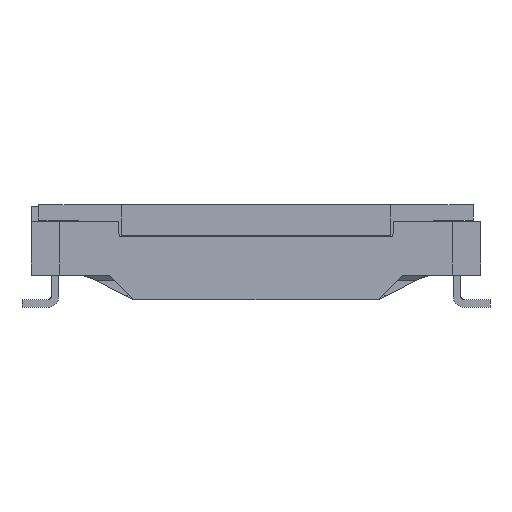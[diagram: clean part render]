
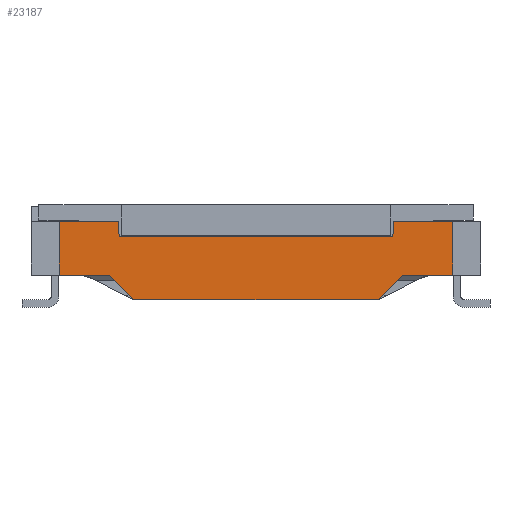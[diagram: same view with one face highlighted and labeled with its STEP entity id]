
A CAD part, front view. The second image highlights one B-rep face of the part: STEP entity #23187.
In plain terms, the highlighted face is planar.
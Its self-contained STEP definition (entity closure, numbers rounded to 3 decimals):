
#1533=LINE('',#34389,#3048);
#1538=LINE('',#34401,#3053);
#1540=LINE('',#34405,#3055);
#1543=LINE('',#34411,#3058);
#1675=LINE('',#35023,#3190);
#1704=LINE('',#35080,#3219);
#1844=LINE('',#35737,#3359);
#1846=LINE('',#35741,#3361);
#1847=LINE('',#35743,#3362);
#1848=LINE('',#35744,#3363);
#1849=LINE('',#35746,#3364);
#1850=LINE('',#35748,#3365);
#3048=VECTOR('',#27233,1000.);
#3053=VECTOR('',#27240,1000.);
#3055=VECTOR('',#27244,1000.);
#3058=VECTOR('',#27249,1000.);
#3190=VECTOR('',#27679,1000.);
#3219=VECTOR('',#27712,1000.);
#3359=VECTOR('',#28160,1000.);
#3361=VECTOR('',#28164,1000.);
#3362=VECTOR('',#28165,1000.);
#3363=VECTOR('',#28166,1000.);
#3364=VECTOR('',#28167,1000.);
#3365=VECTOR('',#28168,1000.);
#7873=ORIENTED_EDGE('',*,*,#10951,.F.);
#7874=ORIENTED_EDGE('',*,*,#10952,.T.);
#7875=ORIENTED_EDGE('',*,*,#10687,.F.);
#7876=ORIENTED_EDGE('',*,*,#10466,.F.);
#7877=ORIENTED_EDGE('',*,*,#10716,.F.);
#7878=ORIENTED_EDGE('',*,*,#10463,.F.);
#7879=ORIENTED_EDGE('',*,*,#10953,.F.);
#7880=ORIENTED_EDGE('',*,*,#10954,.F.);
#7881=ORIENTED_EDGE('',*,*,#10955,.F.);
#7882=ORIENTED_EDGE('',*,*,#10461,.F.);
#7883=ORIENTED_EDGE('',*,*,#10455,.F.);
#7884=ORIENTED_EDGE('',*,*,#10949,.F.);
#10455=EDGE_CURVE('',#12422,#12423,#1533,.T.);
#10461=EDGE_CURVE('',#12423,#12425,#1538,.T.);
#10463=EDGE_CURVE('',#12426,#12427,#1540,.T.);
#10466=EDGE_CURVE('',#12428,#12429,#1543,.T.);
#10687=EDGE_CURVE('',#12429,#12539,#1675,.T.);
#10716=EDGE_CURVE('',#12427,#12428,#1704,.T.);
#10949=EDGE_CURVE('',#12680,#12422,#1844,.T.);
#10951=EDGE_CURVE('',#12681,#12680,#1846,.T.);
#10952=EDGE_CURVE('',#12681,#12539,#1847,.T.);
#10953=EDGE_CURVE('',#12682,#12426,#1848,.T.);
#10954=EDGE_CURVE('',#12683,#12682,#1849,.T.);
#10955=EDGE_CURVE('',#12425,#12683,#1850,.T.);
#12422=VERTEX_POINT('',#34388);
#12423=VERTEX_POINT('',#34390);
#12425=VERTEX_POINT('',#34402);
#12426=VERTEX_POINT('',#34406);
#12427=VERTEX_POINT('',#34407);
#12428=VERTEX_POINT('',#34412);
#12429=VERTEX_POINT('',#34413);
#12539=VERTEX_POINT('',#35024);
#12680=VERTEX_POINT('',#35738);
#12681=VERTEX_POINT('',#35742);
#12682=VERTEX_POINT('',#35745);
#12683=VERTEX_POINT('',#35747);
#14213=EDGE_LOOP('',(#7873,#7874,#7875,#7876,#7877,#7878,#7879,#7880,#7881,
#7882,#7883,#7884));
#15199=FACE_BOUND('',#14213,.T.);
#15779=PLANE('',#24484);
#23187=ADVANCED_FACE('',(#15199),#15779,.F.);
#24484=AXIS2_PLACEMENT_3D('',#35740,#28162,#28163);
#27233=DIRECTION('',(0.,1.,0.));
#27240=DIRECTION('',(0.,0.052,0.999));
#27244=DIRECTION('',(0.,-0.707,-0.707));
#27249=DIRECTION('',(0.,-0.707,0.707));
#27679=DIRECTION('',(0.,-1.,0.));
#27712=DIRECTION('',(0.,-1.,0.));
#28160=DIRECTION('',(0.,0.052,-0.999));
#28162=DIRECTION('',(-1.,0.,0.));
#28163=DIRECTION('',(0.,-1.,0.));
#28164=DIRECTION('',(0.,1.,0.));
#28165=DIRECTION('',(0.,0.,-1.));
#28166=DIRECTION('',(0.,-1.,0.));
#28167=DIRECTION('',(0.,0.,-1.));
#28168=DIRECTION('',(0.,1.,0.));
#34388=CARTESIAN_POINT('',(7.55,-4.475,2.3));
#34389=CARTESIAN_POINT('',(7.55,7.1,2.3));
#34390=CARTESIAN_POINT('',(7.55,4.475,2.3));
#34401=CARTESIAN_POINT('',(7.55,4.475,2.3));
#34402=CARTESIAN_POINT('',(7.55,4.501,2.8));
#34405=CARTESIAN_POINT('',(7.55,4.798,1.05));
#34406=CARTESIAN_POINT('',(7.55,4.798,1.05));
#34407=CARTESIAN_POINT('',(7.55,3.998,0.25));
#34411=CARTESIAN_POINT('',(7.55,-4.798,1.05));
#34412=CARTESIAN_POINT('',(7.55,-3.998,0.25));
#34413=CARTESIAN_POINT('',(7.55,-4.798,1.05));
#35023=CARTESIAN_POINT('',(7.55,7.1,1.05));
#35024=CARTESIAN_POINT('',(7.55,-6.425,1.05));
#35080=CARTESIAN_POINT('',(7.55,0.,0.25));
#35737=CARTESIAN_POINT('',(7.55,-4.501,2.8));
#35738=CARTESIAN_POINT('',(7.55,-4.501,2.8));
#35740=CARTESIAN_POINT('',(7.55,7.1,3.35));
#35741=CARTESIAN_POINT('',(7.55,7.1,2.8));
#35742=CARTESIAN_POINT('',(7.55,-6.425,2.8));
#35743=CARTESIAN_POINT('',(7.55,-6.425,4.258));
#35744=CARTESIAN_POINT('',(7.55,7.1,1.05));
#35745=CARTESIAN_POINT('',(7.55,6.425,1.05));
#35746=CARTESIAN_POINT('',(7.55,6.425,4.258));
#35747=CARTESIAN_POINT('',(7.55,6.425,2.8));
#35748=CARTESIAN_POINT('',(7.55,7.1,2.8));
